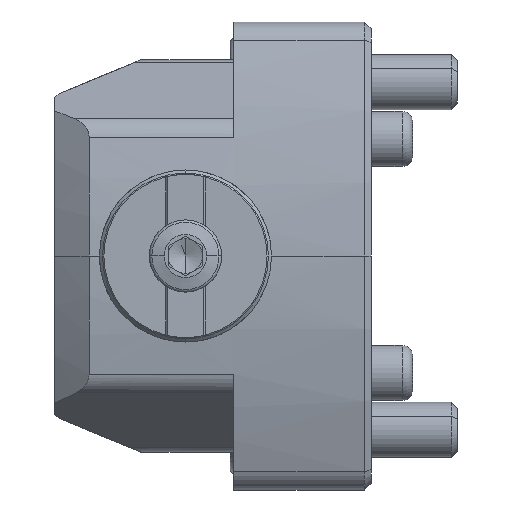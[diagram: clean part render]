
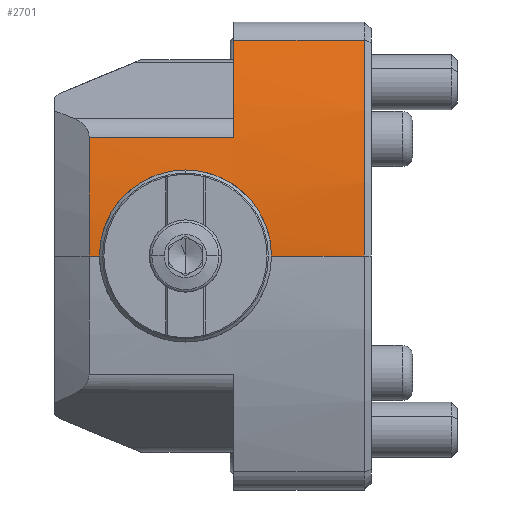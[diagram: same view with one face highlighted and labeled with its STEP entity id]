
A CAD part, left-side view. The second image highlights one B-rep face of the part: STEP entity #2701.
In plain terms, the highlighted cylindrical face has radius 92.5 mm (diameter 185 mm), a partial arc.
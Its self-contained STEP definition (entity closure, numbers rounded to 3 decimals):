
#1693=VERTEX_POINT('NONE',#4670);
#1935=EDGE_CURVE('NONE',#2303,#3323,#4944,.T.);
#1963=EDGE_CURVE('',#2123,#1693,#4975,.T.);
#2123=VERTEX_POINT('NONE',#5159);
#2303=VERTEX_POINT('NONE',#5363);
#2661=EDGE_CURVE('',#3727,#3379,#5776,.T.);
#2701=ADVANCED_FACE('NONE',(#5823),#5824,.T.);
#2757=EDGE_CURVE('NONE',#2123,#2871,#5886,.T.);
#2871=VERTEX_POINT('NONE',#6009);
#2957=EDGE_CURVE('NONE',#2871,#4219,#6108,.T.);
#3203=EDGE_CURVE('NONE',#3323,#3379,#6378,.T.);
#3281=EDGE_CURVE('NONE',#3727,#1693,#6463,.T.);
#3323=VERTEX_POINT('NONE',#6509);
#3379=VERTEX_POINT('',#6571);
#3727=VERTEX_POINT('NONE',#6951);
#3963=EDGE_CURVE('NONE',#2303,#4219,#7208,.T.);
#4219=VERTEX_POINT('NONE',#7495);
#4670=CARTESIAN_POINT('',(-92.5,14.5,0.));
#4944=LINE('',#8498,#8499);
#4975=LINE('',#8541,#8542);
#5159=CARTESIAN_POINT('',(-92.5,1.,0.));
#5363=CARTESIAN_POINT('',(-90.885,20.0,17.21));
#5776=LINE('',#9633,#9634);
#5823=FACE_OUTER_BOUND('',#9704,.T.);
#5824=CYLINDRICAL_SURFACE('',#9705,92.5);
#5886=CIRCLE('',#9791,92.5);
#6009=CARTESIAN_POINT('',(-87.023,1.,31.356));
#6108=LINE('',#10088,#10089);
#6378=CIRCLE('',#10494,92.5);
#6463=B_SPLINE_CURVE_WITH_KNOTS('',3,(#10628,#10629,#10630,#10631,#10632,#10633,#10634,#10635,#10636,#10637,#10638,#10639,#10640,#10641,#10642,#10643,#10644,#10645,#10646,#10647,#10648,#10649,#10650,#10651,#10652,#10653,#10654,#10655,#10656,#10657,#10658,#10659,#10660,#10661,#10662,#10663,#10664,#10665,#10666,#10667,#10668,#10669,#10670,#10671,#10672,#10673,#10674,#10675,#10676,#10677),.UNSPECIFIED.,.F.,.F.,(4,2,2,2,2,2,2,2,2,2,2,2,2,2,2,2,2,2,2,2,2,2,2,2,4),(0.,0.002,0.004,0.005,0.007,0.009,0.01,0.012,0.013,0.015,0.016,0.017,0.02,0.021,0.022,0.024,0.026,0.027,0.029,0.032,0.033,0.034,0.037,0.038,0.039),.UNSPECIFIED.);
#6509=CARTESIAN_POINT('',(-90.885,41.0,17.21));
#6571=CARTESIAN_POINT('',(-92.5,41.0,0.));
#6951=CARTESIAN_POINT('',(-92.5,39.5,0.));
#7208=CIRCLE('',#11752,92.5);
#7495=CARTESIAN_POINT('',(-87.023,20.0,31.356));
#8498=CARTESIAN_POINT('',(-90.885,20.0,17.21));
#8499=VECTOR('',#13099,1000.0);
#8541=CARTESIAN_POINT('',(-92.5,21.0,0.));
#8542=VECTOR('',#13131,1.0);
#9633=CARTESIAN_POINT('',(-92.5,21.0,0.));
#9634=VECTOR('',#14182,1.0);
#9704=EDGE_LOOP('',(#14254,#14255,#14256,#14257,#14258,#14259,#14260,#14261));
#9705=AXIS2_PLACEMENT_3D('',#14262,#14263,#14264);
#9791=AXIS2_PLACEMENT_3D('',#14340,#14341,#14342);
#10088=CARTESIAN_POINT('',(-87.023,46.0,31.356));
#10089=VECTOR('',#14604,1000.0);
#10494=AXIS2_PLACEMENT_3D('',#14926,#14927,#14928);
#10628=CARTESIAN_POINT('',(-92.5,39.5,0.));
#10629=CARTESIAN_POINT('',(-92.5,39.5,0.827));
#10630=CARTESIAN_POINT('',(-92.489,39.419,1.64));
#10631=CARTESIAN_POINT('',(-92.457,39.18,2.839));
#10632=CARTESIAN_POINT('',(-92.444,39.081,3.235));
#10633=CARTESIAN_POINT('',(-92.413,38.843,4.021));
#10634=CARTESIAN_POINT('',(-92.396,38.703,4.412));
#10635=CARTESIAN_POINT('',(-92.337,38.232,5.547));
#10636=CARTESIAN_POINT('',(-92.29,37.848,6.264));
#10637=CARTESIAN_POINT('',(-92.213,37.167,7.283));
#10638=CARTESIAN_POINT('',(-92.187,36.922,7.614));
#10639=CARTESIAN_POINT('',(-92.132,36.4,8.25));
#10640=CARTESIAN_POINT('',(-92.104,36.125,8.553));
#10641=CARTESIAN_POINT('',(-92.021,35.261,9.416));
#10642=CARTESIAN_POINT('',(-91.966,34.632,9.934));
#10643=CARTESIAN_POINT('',(-91.889,33.607,10.619));
#10644=CARTESIAN_POINT('',(-91.864,33.253,10.831));
#10645=CARTESIAN_POINT('',(-91.818,32.532,11.217));
#10646=CARTESIAN_POINT('',(-91.796,32.164,11.391));
#10647=CARTESIAN_POINT('',(-91.757,31.412,11.703));
#10648=CARTESIAN_POINT('',(-91.739,31.028,11.84));
#10649=CARTESIAN_POINT('',(-91.708,30.245,12.078));
#10650=CARTESIAN_POINT('',(-91.695,29.843,12.179));
#10651=CARTESIAN_POINT('',(-91.663,28.633,12.42));
#10652=CARTESIAN_POINT('',(-91.652,27.821,12.5));
#10653=CARTESIAN_POINT('',(-91.651,26.596,12.5));
#10654=CARTESIAN_POINT('',(-91.654,26.187,12.48));
#10655=CARTESIAN_POINT('',(-91.665,25.366,12.4));
#10656=CARTESIAN_POINT('',(-91.673,24.958,12.339));
#10657=CARTESIAN_POINT('',(-91.705,23.755,12.099));
#10658=CARTESIAN_POINT('',(-91.737,22.975,11.863));
#10659=CARTESIAN_POINT('',(-91.796,21.839,11.392));
#10660=CARTESIAN_POINT('',(-91.818,21.465,11.215));
#10661=CARTESIAN_POINT('',(-91.864,20.742,10.828));
#10662=CARTESIAN_POINT('',(-91.889,20.392,10.618));
#10663=CARTESIAN_POINT('',(-91.966,19.377,9.94));
#10664=CARTESIAN_POINT('',(-92.021,18.745,9.422));
#10665=CARTESIAN_POINT('',(-92.133,17.579,8.257));
#10666=CARTESIAN_POINT('',(-92.188,17.063,7.626));
#10667=CARTESIAN_POINT('',(-92.264,16.384,6.611));
#10668=CARTESIAN_POINT('',(-92.289,16.174,6.262));
#10669=CARTESIAN_POINT('',(-92.335,15.786,5.538));
#10670=CARTESIAN_POINT('',(-92.357,15.609,5.164));
#10671=CARTESIAN_POINT('',(-92.415,15.139,4.029));
#10672=CARTESIAN_POINT('',(-92.446,14.902,3.249));
#10673=CARTESIAN_POINT('',(-92.478,14.662,2.046));
#10674=CARTESIAN_POINT('',(-92.486,14.601,1.638));
#10675=CARTESIAN_POINT('',(-92.497,14.52,0.817));
#10676=CARTESIAN_POINT('',(-92.5,14.5,0.408));
#10677=CARTESIAN_POINT('',(-92.5,14.5,0.));
#11752=AXIS2_PLACEMENT_3D('',#15823,#15824,#15825);
#13099=DIRECTION('',(0.0,1.0,0.));
#13131=DIRECTION('',(0.0,1.0,0.));
#14182=DIRECTION('',(0.0,1.0,0.));
#14254=ORIENTED_EDGE('',*,*,#1963,.F.);
#14255=ORIENTED_EDGE('',*,*,#2757,.T.);
#14256=ORIENTED_EDGE('',*,*,#2957,.T.);
#14257=ORIENTED_EDGE('',*,*,#3963,.F.);
#14258=ORIENTED_EDGE('',*,*,#1935,.T.);
#14259=ORIENTED_EDGE('',*,*,#3203,.T.);
#14260=ORIENTED_EDGE('',*,*,#2661,.F.);
#14261=ORIENTED_EDGE('',*,*,#3281,.T.);
#14262=CARTESIAN_POINT('',(0.0,46.0,0.));
#14263=DIRECTION('',(0.,-1.0,0.));
#14264=DIRECTION('',(1.0,0.,0.));
#14340=CARTESIAN_POINT('',(0.0,1.,0.));
#14341=DIRECTION('',(0.,1.0,0.));
#14342=DIRECTION('',(1.0,0.,0.));
#14604=DIRECTION('',(0.0,1.0,0.));
#14926=CARTESIAN_POINT('',(0.0,41.0,0.));
#14927=DIRECTION('',(0.,-1.0,0.));
#14928=DIRECTION('',(1.0,0.,0.));
#15823=CARTESIAN_POINT('',(0.0,20.0,0.));
#15824=DIRECTION('',(0.,1.0,0.));
#15825=DIRECTION('',(-1.0,0.,0.));
